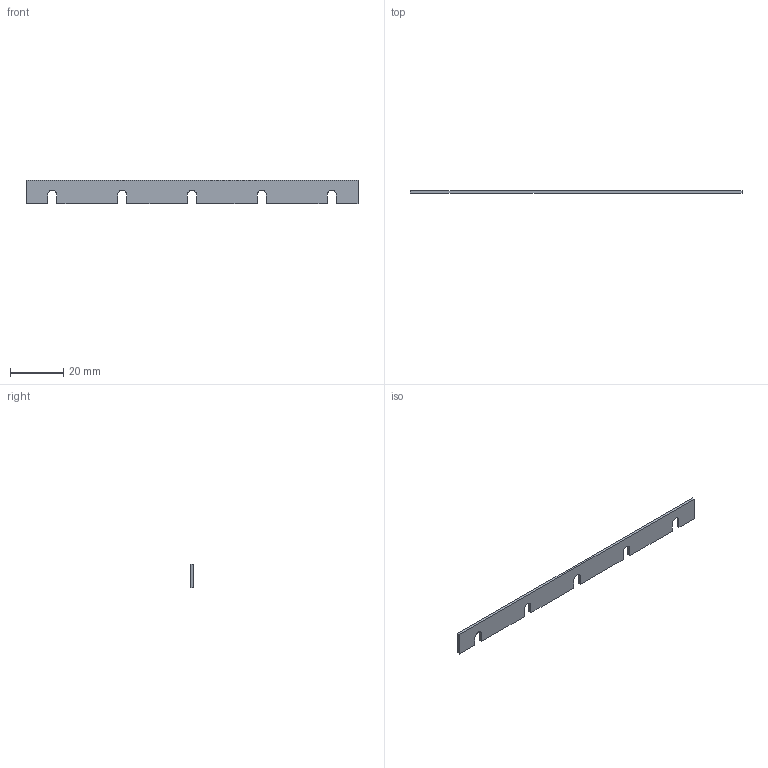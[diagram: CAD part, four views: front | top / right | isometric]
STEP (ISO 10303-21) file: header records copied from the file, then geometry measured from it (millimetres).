
FILE_DESCRIPTION (( 'STEP AP214' ), '1' );
FILE_NAME ('HGX-LPBUSBAR-05.STEP', '2013-12-04T19:29:06', ( 'L-Com' ), ( 'L-Com Global Connectivity' ), 'SwSTEP 2.0', 'SolidWorks 2012', '' );
FILE_SCHEMA (( 'AUTOMOTIVE_DESIGN' ));
Length unit declared in the file: inch
Products named in the file (1): HGX-LPBUSBAR-05
Bounding box: 125 x 1 x 9 mm (x, y, z)
Volume: 1042.5 mm3; surface area: 2396.7 mm2
Topology: 1 solids, 1 shells, 31 faces, 87 edges, 58 vertices
Faces by surface type: plane 21, cylinder 10
Entity records: 1054 total; most frequent: CARTESIAN_POINT 177, ORIENTED_EDGE 174, DIRECTION 171, EDGE_CURVE 87, VECTOR 67, LINE 67, VERTEX_POINT 58, AXIS2_PLACEMENT_3D 52
